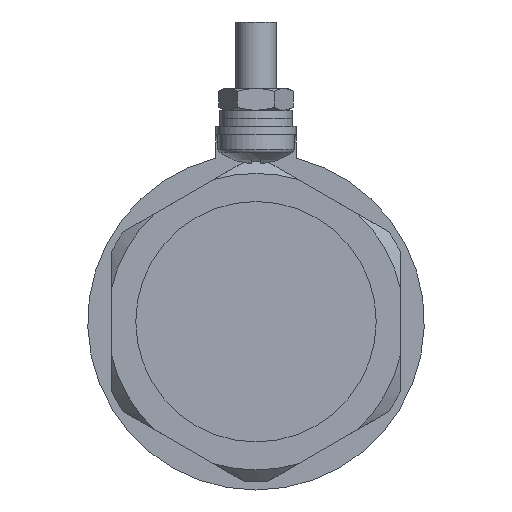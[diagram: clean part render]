
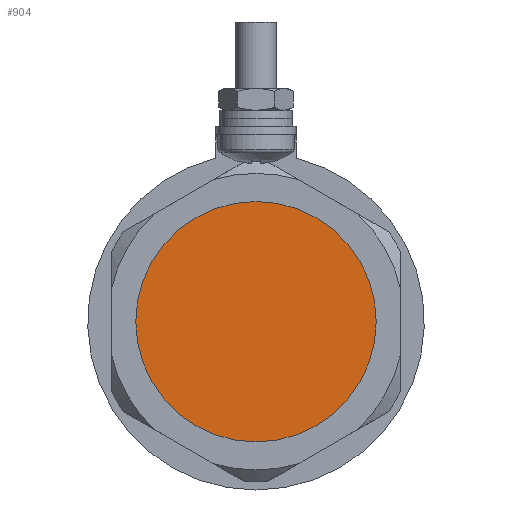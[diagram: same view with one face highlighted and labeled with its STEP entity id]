
A CAD part, left-side view. The second image highlights one B-rep face of the part: STEP entity #904.
In plain terms, the highlighted planar face has unit normal (-1, 0, 0).
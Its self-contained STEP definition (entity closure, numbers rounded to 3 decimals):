
#904=ADVANCED_FACE('',(#1378),#1380,.F.);
#1378=FACE_BOUND('',#1379,.T.);
#1379=EDGE_LOOP('',(#47746));
#1380=PLANE('',#1381);
#1381=AXIS2_PLACEMENT_3D('',#1382,#1383,#1384);
#1382=CARTESIAN_POINT('',(0.,0.,0.));
#1383=DIRECTION('',(1.,0.,0.));
#1384=DIRECTION('',(0.,1.,0.));
#47746=ORIENTED_EDGE('',*,*,#50092,.F.);
#50092=EDGE_CURVE('',#51024,#51024,#51025,.T.);
#51024=VERTEX_POINT('',#52597);
#51025=CIRCLE('',#52598,15.);
#52597=CARTESIAN_POINT('',(0.,15.,0.));
#52598=AXIS2_PLACEMENT_3D('',#52599,#52600,#52601);
#52599=CARTESIAN_POINT('',(0.,0.,0.));
#52600=DIRECTION('',(1.,0.,0.));
#52601=DIRECTION('',(0.,1.,0.));
